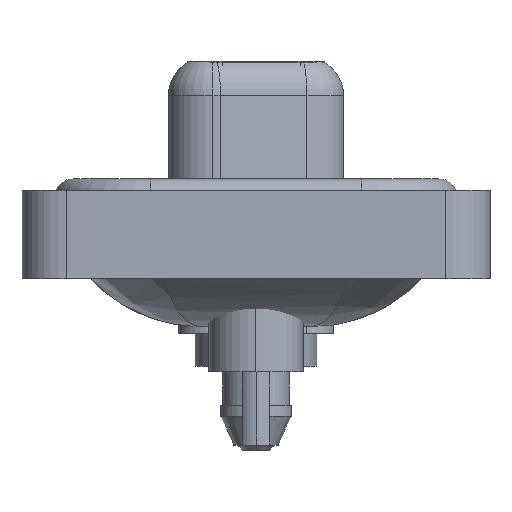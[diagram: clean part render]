
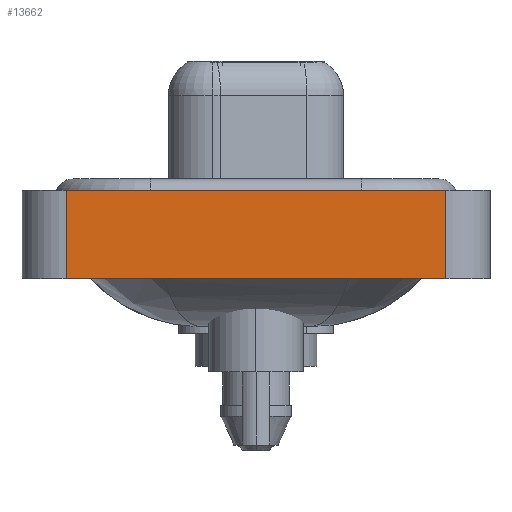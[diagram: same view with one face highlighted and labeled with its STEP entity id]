
A CAD part, left-side view. The second image highlights one B-rep face of the part: STEP entity #13662.
In plain terms, the highlighted planar face has unit normal (-1, 0, 0).
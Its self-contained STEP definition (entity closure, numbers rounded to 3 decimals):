
#51 = CARTESIAN_POINT ( 'NONE',  ( -7.25, -8.55, 0.4 ) ) ;
#896 = ORIENTED_EDGE ( 'NONE', *, *, #8250, .F. ) ;
#1254 = LINE ( 'NONE', #9615, #14309 ) ;
#1465 = VERTEX_POINT ( 'NONE', #9393 ) ;
#4245 = DIRECTION ( 'NONE',  ( 0., -1., 0. ) ) ;
#4618 = DIRECTION ( 'NONE',  ( 0., 0., 1. ) ) ;
#4663 = VERTEX_POINT ( 'NONE', #16850 ) ;
#4815 = DIRECTION ( 'NONE',  ( -1., 0., 0. ) ) ;
#5761 = VERTEX_POINT ( 'NONE', #17837 ) ;
#5945 = FACE_OUTER_BOUND ( 'NONE', #16959, .T. ) ;
#6027 = VERTEX_POINT ( 'NONE', #16298 ) ;
#6130 = ORIENTED_EDGE ( 'NONE', *, *, #14282, .T. ) ;
#6436 = CARTESIAN_POINT ( 'NONE',  ( -7.25, 8.55, -3.6 ) ) ;
#7104 = DIRECTION ( 'NONE',  ( 0., -1., 0. ) ) ;
#8250 = EDGE_CURVE ( 'NONE', #4663, #6027, #16254, .T. ) ;
#8343 = VECTOR ( 'NONE', #4245, 1000. ) ;
#8822 = VECTOR ( 'NONE', #4618, 1000. ) ;
#9393 = CARTESIAN_POINT ( 'NONE',  ( -7.25, -8.55, -3.6 ) ) ;
#9615 = CARTESIAN_POINT ( 'NONE',  ( -7.25, -8.55, -3.6 ) ) ;
#9882 = AXIS2_PLACEMENT_3D ( 'NONE', #17520, #4815, #13075 ) ;
#11865 = PLANE ( 'NONE',  #9882 ) ;
#12088 = DIRECTION ( 'NONE',  ( 0., 0., 1. ) ) ;
#12864 = LINE ( 'NONE', #51, #8343 ) ;
#13075 = DIRECTION ( 'NONE',  ( 0., 0., 1. ) ) ;
#13158 = LINE ( 'NONE', #16971, #8822 ) ;
#13662 = ADVANCED_FACE ( 'NONE', ( #5945 ), #11865, .T. ) ;
#14008 = VECTOR ( 'NONE', #12088, 1000. ) ;
#14282 = EDGE_CURVE ( 'NONE', #4663, #1465, #1254, .T. ) ;
#14309 = VECTOR ( 'NONE', #7104, 1000. ) ;
#14641 = ORIENTED_EDGE ( 'NONE', *, *, #17657, .F. ) ;
#16116 = ORIENTED_EDGE ( 'NONE', *, *, #16638, .T. ) ;
#16254 = LINE ( 'NONE', #6436, #14008 ) ;
#16298 = CARTESIAN_POINT ( 'NONE',  ( -7.25, 8.55, 0.4 ) ) ;
#16638 = EDGE_CURVE ( 'NONE', #1465, #5761, #13158, .T. ) ;
#16850 = CARTESIAN_POINT ( 'NONE',  ( -7.25, 8.55, -3.6 ) ) ;
#16959 = EDGE_LOOP ( 'NONE', ( #16116, #14641, #896, #6130 ) ) ;
#16971 = CARTESIAN_POINT ( 'NONE',  ( -7.25, -8.55, -3.6 ) ) ;
#17520 = CARTESIAN_POINT ( 'NONE',  ( -7.25, -8.55, -3.6 ) ) ;
#17657 = EDGE_CURVE ( 'NONE', #6027, #5761, #12864, .T. ) ;
#17837 = CARTESIAN_POINT ( 'NONE',  ( -7.25, -8.55, 0.4 ) ) ;
